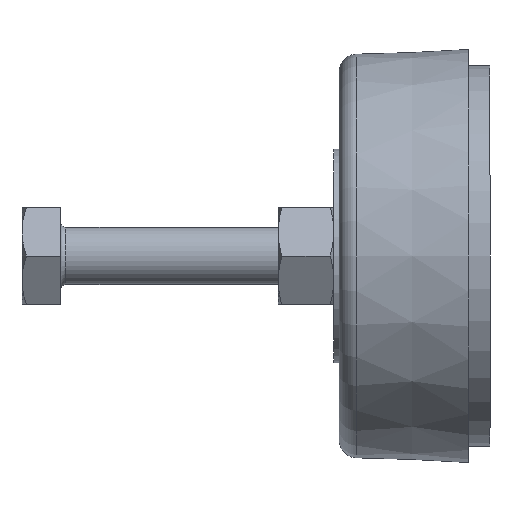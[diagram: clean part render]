
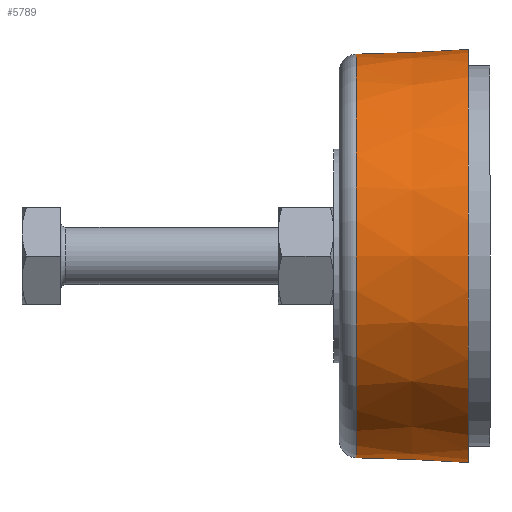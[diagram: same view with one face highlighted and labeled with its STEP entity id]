
A CAD part, left-side view. The second image highlights one B-rep face of the part: STEP entity #5789.
In plain terms, the highlighted conical face has half-angle 2.386 degrees and reference radius 56.75 mm.
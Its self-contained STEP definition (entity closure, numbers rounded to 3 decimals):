
#237=CONICAL_SURFACE('',#6149,56.75,2.386);
#1764=FACE_BOUND('',#2188,.T.);
#1819=FACE_OUTER_BOUND('',#2187,.T.);
#2187=EDGE_LOOP('',(#4265));
#2188=EDGE_LOOP('',(#4266));
#2588=CIRCLE('',#6145,56.2);
#2591=CIRCLE('',#6150,57.5);
#2660=VERTEX_POINT('',#7688);
#2839=VERTEX_POINT('',#8240);
#3236=EDGE_CURVE('',#2660,#2660,#2588,.T.);
#3415=EDGE_CURVE('',#2839,#2839,#2591,.T.);
#4265=ORIENTED_EDGE('',*,*,#3415,.T.);
#4266=ORIENTED_EDGE('',*,*,#3236,.F.);
#5789=ADVANCED_FACE('',(#1819,#1764),#237,.T.);
#6145=AXIS2_PLACEMENT_3D('',#7689,#6481,#6482);
#6149=AXIS2_PLACEMENT_3D('',#8239,#6601,#6602);
#6150=AXIS2_PLACEMENT_3D('',#8241,#6603,#6604);
#6481=DIRECTION('center_axis',(0.,1.,0.));
#6482=DIRECTION('ref_axis',(1.,0.,0.));
#6601=DIRECTION('center_axis',(0.,-1.,0.));
#6602=DIRECTION('ref_axis',(-1.,0.,0.));
#6603=DIRECTION('center_axis',(0.,1.,0.));
#6604=DIRECTION('ref_axis',(1.,0.,0.));
#7688=CARTESIAN_POINT('',(-56.2,31.208,0.));
#7689=CARTESIAN_POINT('Origin',(0.,31.208,0.));
#8239=CARTESIAN_POINT('Origin',(0.,18.,0.));
#8240=CARTESIAN_POINT('',(-57.5,0.,0.));
#8241=CARTESIAN_POINT('Origin',(0.,0.,0.));
